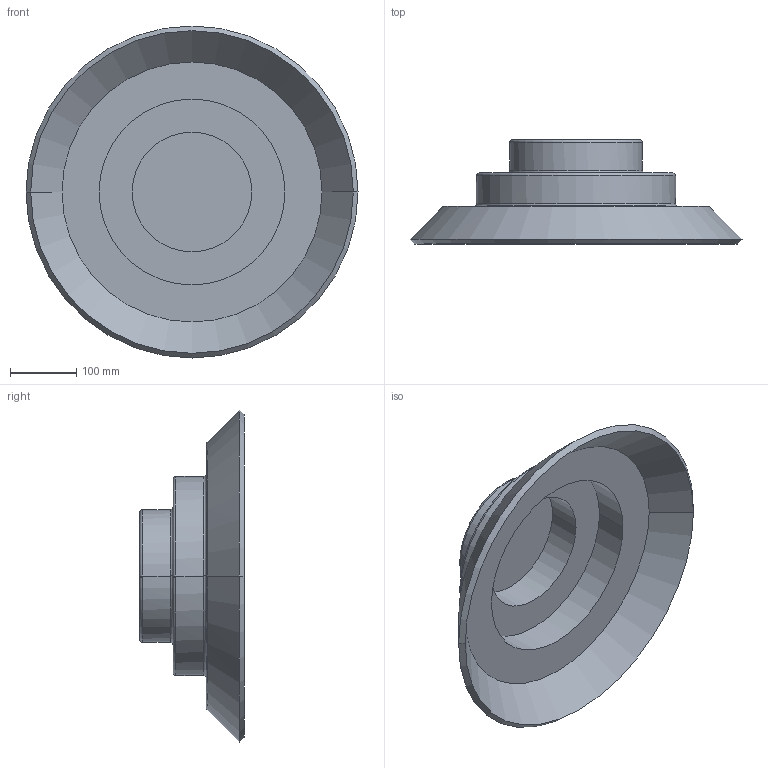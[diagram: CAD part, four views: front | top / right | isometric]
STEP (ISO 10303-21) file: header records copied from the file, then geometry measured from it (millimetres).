
FILE_DESCRIPTION(('produced by SPATIAL CORP'),'2;1');
FILE_NAME( 'stairs.prt.hh.sat.stp', '2002-04-19T13:52:13+00:00',('SPATIAL CORP'),('SPATIAL CORP'), 'ACIS STEP Husk','http://www.spatial.com','SPATIAL CORP');
FILE_SCHEMA(('CONFIG_CONTROL_DESIGN'));
Length unit declared in the file: millimetre
Products named in the file (1): PRODUCT_ID_1
Bounding box: 500 x 157.07 x 500 mm (x, y, z)
Volume: 2942819.2 mm3; surface area: 598576.8 mm2
Topology: 1 solids, 1 shells, 40 faces, 88 edges, 54 vertices
Faces by surface type: torus 20, cylinder 8, plane 6, cone 6
Entity records: 1049 total; most frequent: ORIENTED_EDGE 176, DIRECTION 174, CARTESIAN_POINT 148, EDGE_CURVE 88, AXIS2_PLACEMENT_3D 80, CIRCLE 62, VERTEX_POINT 54, EDGE_LOOP 44
